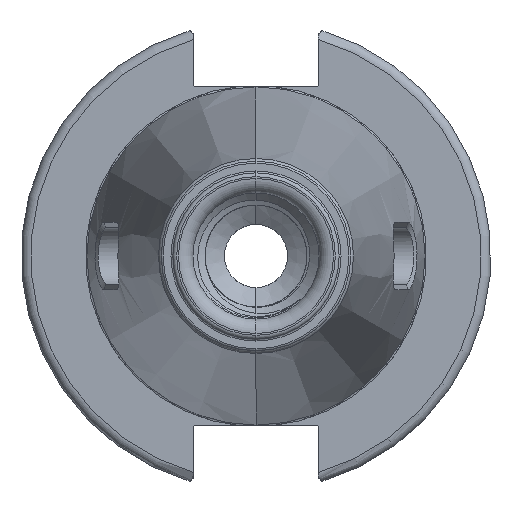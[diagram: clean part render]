
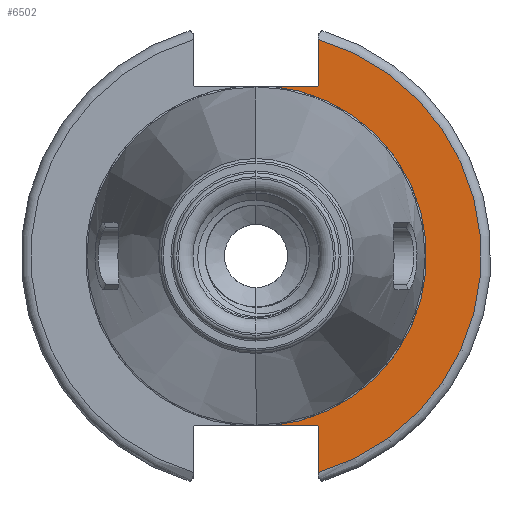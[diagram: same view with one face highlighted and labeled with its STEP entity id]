
A CAD part, left-side view. The second image highlights one B-rep face of the part: STEP entity #6502.
In plain terms, the highlighted planar face has unit normal (-1, 0, 0).
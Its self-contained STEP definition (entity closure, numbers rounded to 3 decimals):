
#707 = CARTESIAN_POINT ( 'NONE',  ( -6., -2.994, 35.2 ) ) ;
#713 = CARTESIAN_POINT ( 'NONE',  ( -6., -2.994, -35.2 ) ) ;
#1539 = CARTESIAN_POINT ( 'NONE',  ( -6., -12.785, 35.3 ) ) ;
#1543 = LINE ( 'NONE', #1544, #6258 ) ;
#1544 = CARTESIAN_POINT ( 'NONE',  ( -6., 35.327, -35.2 ) ) ;
#1545 = DIRECTION ( 'NONE',  ( 0., -1., 0. ) ) ;
#1546 = LINE ( 'NONE', #1547, #6236 ) ;
#1547 = CARTESIAN_POINT ( 'NONE',  ( -6., 35.327, 35.2 ) ) ;
#1548 = DIRECTION ( 'NONE',  ( 0., 1., 0. ) ) ;
#1549 = DIRECTION ( 'NONE',  ( 1., 0., 0. ) ) ;
#1550 = DIRECTION ( 'NONE',  ( 0., 0., -1. ) ) ;
#1551 = CARTESIAN_POINT ( 'NONE',  ( -6., 0., 0. ) ) ;
#1552 = LINE ( 'NONE', #1553, #6263 ) ;
#1553 = CARTESIAN_POINT ( 'NONE',  ( -6., -12.885, 0. ) ) ;
#1554 = DIRECTION ( 'NONE',  ( 0., 0., -1. ) ) ;
#1555 = DIRECTION ( 'NONE',  ( -1., 0., 0. ) ) ;
#1556 = DIRECTION ( 'NONE',  ( 0., 0., -1. ) ) ;
#1557 = CARTESIAN_POINT ( 'NONE',  ( -6., -12.785, -35.3 ) ) ;
#1558 = DIRECTION ( 'NONE',  ( 1., 0., 0. ) ) ;
#1559 = DIRECTION ( 'NONE',  ( 0., 0., -1. ) ) ;
#1561 = LINE ( 'NONE', #1562, #6260 ) ;
#1562 = CARTESIAN_POINT ( 'NONE',  ( -6., -12.885, 0. ) ) ;
#1563 = DIRECTION ( 'NONE',  ( 0., 0., -1. ) ) ;
#2273 = EDGE_CURVE ( 'NONE', #8540, #5911, #1543, .T. ) ;
#2274 = EDGE_CURVE ( 'NONE', #2552, #8530, #1546, .T. ) ;
#2275 = EDGE_CURVE ( 'NONE', #5913, #2552, #3164, .T. ) ;
#2276 = EDGE_CURVE ( 'NONE', #5910, #5913, #1552, .T. ) ;
#2277 = EDGE_CURVE ( 'NONE', #5921, #5910, #3163, .T. ) ;
#2278 = EDGE_CURVE ( 'NONE', #5911, #5915, #3167, .T. ) ;
#2279 = EDGE_CURVE ( 'NONE', #5915, #5921, #1561, .T. ) ;
#2552 = VERTEX_POINT ( 'NONE', #5229 ) ;
#2888 = AXIS2_PLACEMENT_3D ( 'NONE', #3673, #3674, #3675 ) ;
#3163 = CIRCLE ( 'NONE', #8448, 46.65 ) ;
#3164 = CIRCLE ( 'NONE', #8443, 0.1 ) ;
#3167 = CIRCLE ( 'NONE', #8449, 0.1 ) ;
#3673 = CARTESIAN_POINT ( 'NONE',  ( -6., 0., 0. ) ) ;
#3674 = DIRECTION ( 'NONE',  ( -1., 0., 0. ) ) ;
#3675 = DIRECTION ( 'NONE',  ( 0., 0., 1. ) ) ;
#3807 = PLANE ( 'NONE',  #9029 ) ;
#3808 = CARTESIAN_POINT ( 'NONE',  ( -6., 35.327, 0. ) ) ;
#3809 = DIRECTION ( 'NONE',  ( 1., 0., 0. ) ) ;
#3810 = DIRECTION ( 'NONE',  ( 0., 0., -1. ) ) ;
#5229 = CARTESIAN_POINT ( 'NONE',  ( -6., -12.785, 35.2 ) ) ;
#5647 = CARTESIAN_POINT ( 'NONE',  ( -6., -12.885, 44.835 ) ) ;
#5648 = CARTESIAN_POINT ( 'NONE',  ( -6., -12.785, -35.2 ) ) ;
#5650 = CARTESIAN_POINT ( 'NONE',  ( -6., -12.885, 35.3 ) ) ;
#5652 = CARTESIAN_POINT ( 'NONE',  ( -6., -12.885, -35.3 ) ) ;
#5658 = CARTESIAN_POINT ( 'NONE',  ( -6., -12.885, -44.835 ) ) ;
#5910 = VERTEX_POINT ( 'NONE', #5647 ) ;
#5911 = VERTEX_POINT ( 'NONE', #5648 ) ;
#5913 = VERTEX_POINT ( 'NONE', #5650 ) ;
#5915 = VERTEX_POINT ( 'NONE', #5652 ) ;
#5921 = VERTEX_POINT ( 'NONE', #5658 ) ;
#6236 = VECTOR ( 'NONE', #1548, 1000. ) ;
#6258 = VECTOR ( 'NONE', #1545, 1000. ) ;
#6260 = VECTOR ( 'NONE', #1563, 1000. ) ;
#6263 = VECTOR ( 'NONE', #1554, 1000. ) ;
#6502 = ADVANCED_FACE ( 'NONE', ( #9031 ), #3807, .F. ) ;
#6626 = EDGE_CURVE ( 'NONE', #8540, #8530, #8932, .T. ) ;
#8443 = AXIS2_PLACEMENT_3D ( 'NONE', #1539, #1549, #1550 ) ;
#8448 = AXIS2_PLACEMENT_3D ( 'NONE', #1551, #1555, #1556 ) ;
#8449 = AXIS2_PLACEMENT_3D ( 'NONE', #1557, #1558, #1559 ) ;
#8522 = EDGE_LOOP ( 'NONE', ( #8674, #8667, #8668, #8663, #8665, #8664, #8660, #8662 ) ) ;
#8530 = VERTEX_POINT ( 'NONE', #707 ) ;
#8540 = VERTEX_POINT ( 'NONE', #713 ) ;
#8660 = ORIENTED_EDGE ( 'NONE', *, *, #6626, .F. ) ;
#8662 = ORIENTED_EDGE ( 'NONE', *, *, #2273, .T. ) ;
#8663 = ORIENTED_EDGE ( 'NONE', *, *, #2276, .T. ) ;
#8664 = ORIENTED_EDGE ( 'NONE', *, *, #2274, .T. ) ;
#8665 = ORIENTED_EDGE ( 'NONE', *, *, #2275, .T. ) ;
#8667 = ORIENTED_EDGE ( 'NONE', *, *, #2279, .T. ) ;
#8668 = ORIENTED_EDGE ( 'NONE', *, *, #2277, .T. ) ;
#8674 = ORIENTED_EDGE ( 'NONE', *, *, #2278, .T. ) ;
#8932 = CIRCLE ( 'NONE', #2888, 35.327 ) ;
#9029 = AXIS2_PLACEMENT_3D ( 'NONE', #3808, #3809, #3810 ) ;
#9031 = FACE_OUTER_BOUND ( 'NONE', #8522, .T. ) ;
